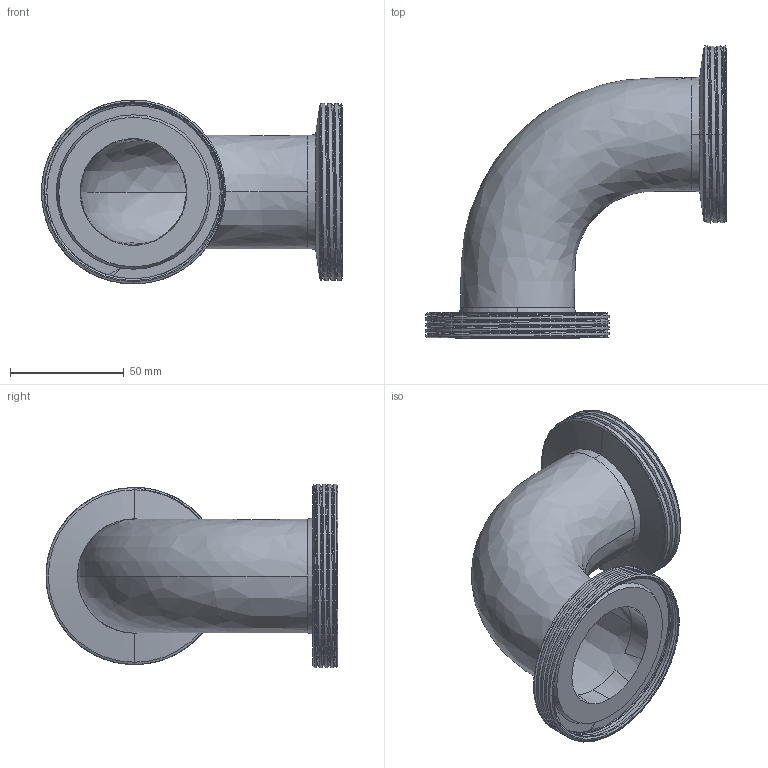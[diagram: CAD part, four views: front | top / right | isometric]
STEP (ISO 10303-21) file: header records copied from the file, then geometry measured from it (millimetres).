
FILE_DESCRIPTION (( 'STEP AP203' ), '1' );
FILE_NAME ('3D_M-3007_50_174784355.STEP', '2024-09-12T12:08:08', ( '' ), ( '' ), 'SwSTEP 2.0', 'SolidWorks 2024', '' );
FILE_SCHEMA (( 'CONFIG_CONTROL_DESIGN' ));
Length unit declared in the file: millimetre
Products named in the file (1): 3D_M-3007_50_174784355
Bounding box: 132.55 x 128.58 x 81 mm (x, y, z)
Volume: 67625.7 mm3; surface area: 66181.4 mm2
Topology: 1 solids, 1 shells, 91 faces, 248 edges, 165 vertices
Faces by surface type: cylinder 37, cone 25, bspline 16, plane 13
Entity records: 13306 total; most frequent: CARTESIAN_POINT 11220, ORIENTED_EDGE 496, DIRECTION 330, EDGE_CURVE 248, VERTEX_POINT 165, AXIS2_PLACEMENT_3D 140, EDGE_LOOP 99, B_SPLINE_CURVE_WITH_KNOTS 92
